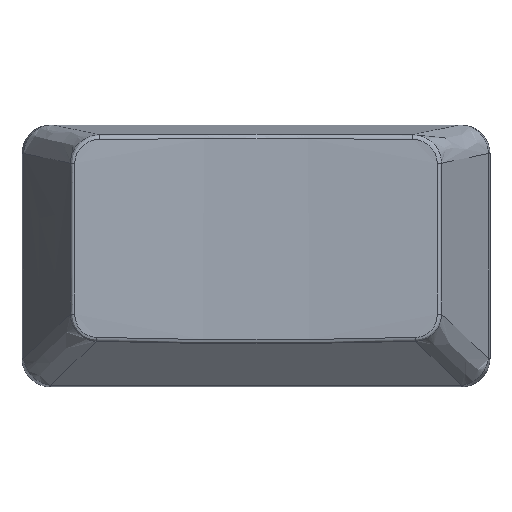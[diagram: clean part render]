
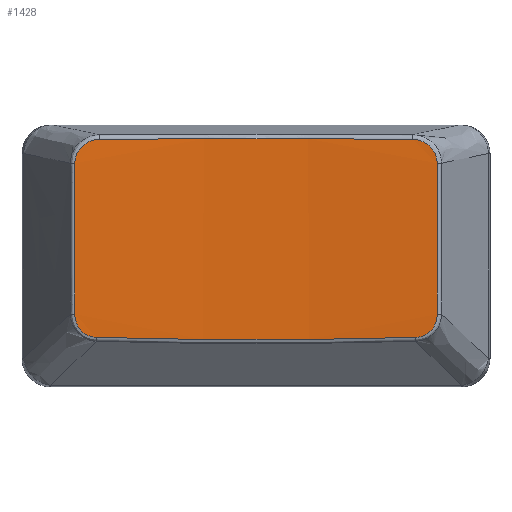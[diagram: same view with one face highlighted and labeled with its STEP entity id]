
A CAD part, top view. The second image highlights one B-rep face of the part: STEP entity #1428.
In plain terms, the highlighted free-form (B-spline) face has degree [1, 2] with [2, 3] control points.
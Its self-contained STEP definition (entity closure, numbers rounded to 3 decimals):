
#14=(
BOUNDED_SURFACE()
B_SPLINE_SURFACE(1,2,((#3664,#3665,#3666),(#3667,#3668,#3669)),
 .UNSPECIFIED.,.F.,.F.,.F.)
B_SPLINE_SURFACE_WITH_KNOTS((2,2),(3,3),(-0.024,0.068),
(-1.654,-1.487),.UNSPECIFIED.)
GEOMETRIC_REPRESENTATION_ITEM()
RATIONAL_B_SPLINE_SURFACE(((1.,0.997,1.),(1.,0.997,
1.)))
REPRESENTATION_ITEM('')
SURFACE()
);
#189=B_SPLINE_CURVE_WITH_KNOTS('',3,(#3384,#3385,#3386,#3387),
 .UNSPECIFIED.,.F.,.F.,(4,4),(0.,2.172),.UNSPECIFIED.);
#190=B_SPLINE_CURVE_WITH_KNOTS('',3,(#3415,#3416,#3417,#3418,#3419),
 .UNSPECIFIED.,.F.,.F.,(4,1,4),(0.,0.153,
0.268),.UNSPECIFIED.);
#191=B_SPLINE_CURVE_WITH_KNOTS('',3,(#3442,#3443,#3444,#3445),
 .UNSPECIFIED.,.F.,.F.,(4,4),(0.,1.046),.UNSPECIFIED.);
#193=B_SPLINE_CURVE_WITH_KNOTS('',3,(#3485,#3486,#3487,#3488,#3489,#3490),
 .UNSPECIFIED.,.F.,.F.,(4,1,1,4),(0.,0.106,0.176,
0.247),.UNSPECIFIED.);
#195=B_SPLINE_CURVE_WITH_KNOTS('',3,(#3518,#3519,#3520,#3521),
 .UNSPECIFIED.,.F.,.F.,(4,4),(0.,2.217),
 .UNSPECIFIED.);
#197=B_SPLINE_CURVE_WITH_KNOTS('',3,(#3555,#3556,#3557,#3558,#3559),
 .UNSPECIFIED.,.F.,.F.,(4,1,4),(0.,0.106,
0.247),.UNSPECIFIED.);
#199=B_SPLINE_CURVE_WITH_KNOTS('',3,(#3586,#3587,#3588,#3589),
 .UNSPECIFIED.,.F.,.F.,(4,4),(0.,1.046),
 .UNSPECIFIED.);
#200=B_SPLINE_CURVE_WITH_KNOTS('',3,(#3615,#3616,#3617,#3618,#3619),
 .UNSPECIFIED.,.F.,.F.,(4,1,4),(0.,0.115,0.268),
 .UNSPECIFIED.);
#403=FACE_OUTER_BOUND('',#495,.T.);
#495=EDGE_LOOP('',(#1265,#1266,#1267,#1268,#1269,#1270,#1271,#1272));
#658=VERTEX_POINT('',#3380);
#659=VERTEX_POINT('',#3382);
#660=VERTEX_POINT('',#3413);
#661=VERTEX_POINT('',#3440);
#662=VERTEX_POINT('',#3476);
#664=VERTEX_POINT('',#3511);
#666=VERTEX_POINT('',#3547);
#668=VERTEX_POINT('',#3580);
#860=EDGE_CURVE('',#659,#658,#189,.T.);
#862=EDGE_CURVE('',#658,#660,#190,.T.);
#864=EDGE_CURVE('',#660,#661,#191,.T.);
#867=EDGE_CURVE('',#661,#662,#193,.T.);
#870=EDGE_CURVE('',#662,#664,#195,.T.);
#873=EDGE_CURVE('',#664,#666,#197,.T.);
#876=EDGE_CURVE('',#666,#668,#199,.T.);
#877=EDGE_CURVE('',#668,#659,#200,.T.);
#1265=ORIENTED_EDGE('',*,*,#860,.F.);
#1266=ORIENTED_EDGE('',*,*,#877,.F.);
#1267=ORIENTED_EDGE('',*,*,#876,.F.);
#1268=ORIENTED_EDGE('',*,*,#873,.F.);
#1269=ORIENTED_EDGE('',*,*,#870,.F.);
#1270=ORIENTED_EDGE('',*,*,#867,.F.);
#1271=ORIENTED_EDGE('',*,*,#864,.F.);
#1272=ORIENTED_EDGE('',*,*,#862,.F.);
#1428=ADVANCED_FACE('',(#403),#14,.T.);
#3380=CARTESIAN_POINT('',(10.83,8.08,8.231));
#3382=CARTESIAN_POINT('',(-10.83,8.08,8.231));
#3384=CARTESIAN_POINT('Ctrl Pts',(-10.83,8.08,8.231));
#3385=CARTESIAN_POINT('Ctrl Pts',(-3.622,8.125,7.714));
#3386=CARTESIAN_POINT('Ctrl Pts',(3.622,8.125,7.714));
#3387=CARTESIAN_POINT('Ctrl Pts',(10.83,8.08,8.231));
#3413=CARTESIAN_POINT('',(12.561,6.41,8.336));
#3415=CARTESIAN_POINT('Ctrl Pts',(10.83,8.08,8.231));
#3416=CARTESIAN_POINT('Ctrl Pts',(11.337,8.077,8.267));
#3417=CARTESIAN_POINT('Ctrl Pts',(12.227,7.684,8.33));
#3418=CARTESIAN_POINT('Ctrl Pts',(12.561,6.793,8.342));
#3419=CARTESIAN_POINT('Ctrl Pts',(12.561,6.41,8.336));
#3440=CARTESIAN_POINT('',(12.563,-4.044,8.154));
#3442=CARTESIAN_POINT('Ctrl Pts',(12.561,6.41,8.336));
#3443=CARTESIAN_POINT('Ctrl Pts',(12.562,2.925,8.275));
#3444=CARTESIAN_POINT('Ctrl Pts',(12.562,-0.559,8.214));
#3445=CARTESIAN_POINT('Ctrl Pts',(12.563,-4.044,8.154));
#3476=CARTESIAN_POINT('',(11.051,-5.658,8.007));
#3485=CARTESIAN_POINT('Ctrl Pts',(12.563,-4.044,8.154));
#3486=CARTESIAN_POINT('Ctrl Pts',(12.563,-4.396,8.147));
#3487=CARTESIAN_POINT('Ctrl Pts',(12.39,-4.989,8.122));
#3488=CARTESIAN_POINT('Ctrl Pts',(11.75,-5.538,8.061));
#3489=CARTESIAN_POINT('Ctrl Pts',(11.284,-5.651,8.024));
#3490=CARTESIAN_POINT('Ctrl Pts',(11.051,-5.658,8.007));
#3511=CARTESIAN_POINT('',(-11.051,-5.658,8.007));
#3518=CARTESIAN_POINT('Ctrl Pts',(11.051,-5.658,8.007));
#3519=CARTESIAN_POINT('Ctrl Pts',(3.699,-5.876,7.465));
#3520=CARTESIAN_POINT('Ctrl Pts',(-3.699,-5.876,7.465));
#3521=CARTESIAN_POINT('Ctrl Pts',(-11.051,-5.658,8.007));
#3547=CARTESIAN_POINT('',(-12.563,-4.044,8.154));
#3555=CARTESIAN_POINT('Ctrl Pts',(-11.051,-5.658,8.007));
#3556=CARTESIAN_POINT('Ctrl Pts',(-11.401,-5.647,8.033));
#3557=CARTESIAN_POINT('Ctrl Pts',(-12.221,-5.346,8.102));
#3558=CARTESIAN_POINT('Ctrl Pts',(-12.563,-4.514,8.145));
#3559=CARTESIAN_POINT('Ctrl Pts',(-12.563,-4.044,8.154));
#3580=CARTESIAN_POINT('',(-12.561,6.41,8.336));
#3586=CARTESIAN_POINT('Ctrl Pts',(-12.563,-4.044,8.154));
#3587=CARTESIAN_POINT('Ctrl Pts',(-12.562,-0.559,
8.214));
#3588=CARTESIAN_POINT('Ctrl Pts',(-12.562,2.925,8.275));
#3589=CARTESIAN_POINT('Ctrl Pts',(-12.561,6.41,8.336));
#3615=CARTESIAN_POINT('Ctrl Pts',(-12.561,6.41,8.336));
#3616=CARTESIAN_POINT('Ctrl Pts',(-12.561,6.793,8.342));
#3617=CARTESIAN_POINT('Ctrl Pts',(-12.227,7.684,8.33));
#3618=CARTESIAN_POINT('Ctrl Pts',(-11.337,8.077,8.267));
#3619=CARTESIAN_POINT('Ctrl Pts',(-10.83,8.08,8.231));
#3664=CARTESIAN_POINT('Ctrl Pts',(12.563,-5.838,8.122));
#3665=CARTESIAN_POINT('Ctrl Pts',(0.,-5.82,
7.076));
#3666=CARTESIAN_POINT('Ctrl Pts',(-12.563,-5.838,8.122));
#3667=CARTESIAN_POINT('Ctrl Pts',(12.563,8.114,8.366));
#3668=CARTESIAN_POINT('Ctrl Pts',(0.,8.132,
7.319));
#3669=CARTESIAN_POINT('Ctrl Pts',(-12.563,8.114,8.366));
